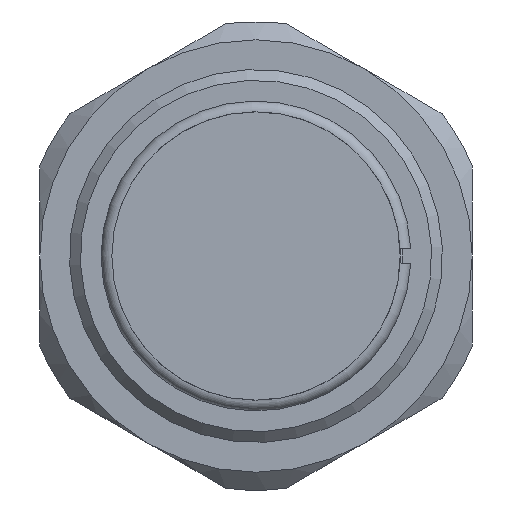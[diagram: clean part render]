
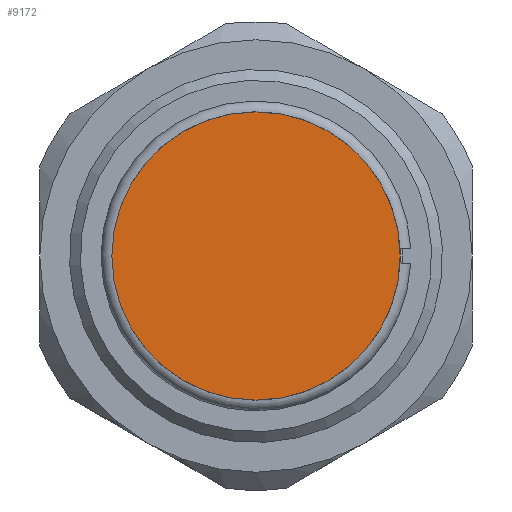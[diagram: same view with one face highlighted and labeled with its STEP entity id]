
A CAD part, left-side view. The second image highlights one B-rep face of the part: STEP entity #9172.
In plain terms, the highlighted planar face has unit normal (-1, 0, 0).
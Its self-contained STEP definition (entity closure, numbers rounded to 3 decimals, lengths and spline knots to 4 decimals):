
#516=CIRCLE('',#9635,4.);
#517=CIRCLE('',#9636,4.);
#1714=PLANE('',#9637);
#2141=FACE_OUTER_BOUND('',#2678,.T.);
#2678=EDGE_LOOP('',(#7737,#7738));
#4069=VERTEX_POINT('',#64755);
#4070=VERTEX_POINT('',#64757);
#5318=EDGE_CURVE('',#4069,#4070,#516,.T.);
#5319=EDGE_CURVE('',#4070,#4069,#517,.T.);
#7737=ORIENTED_EDGE('',*,*,#5319,.F.);
#7738=ORIENTED_EDGE('',*,*,#5318,.F.);
#9172=ADVANCED_FACE('',(#2141),#1714,.T.);
#9635=AXIS2_PLACEMENT_3D('',#64758,#10966,#10967);
#9636=AXIS2_PLACEMENT_3D('',#64759,#10968,#10969);
#9637=AXIS2_PLACEMENT_3D('',#64760,#10970,#10971);
#10966=DIRECTION('center_axis',(1.,0.,0.));
#10967=DIRECTION('ref_axis',(0.,1.,0.));
#10968=DIRECTION('center_axis',(1.,0.,0.));
#10969=DIRECTION('ref_axis',(0.,1.,0.));
#10970=DIRECTION('center_axis',(-1.,0.,0.));
#10971=DIRECTION('ref_axis',(0.,0.,1.));
#64755=CARTESIAN_POINT('',(0.,-4.,0.));
#64757=CARTESIAN_POINT('',(0.,4.,0.));
#64758=CARTESIAN_POINT('Origin',(0.,0.,0.));
#64759=CARTESIAN_POINT('Origin',(0.,0.,0.));
#64760=CARTESIAN_POINT('Origin',(0.,3.525,0.));
